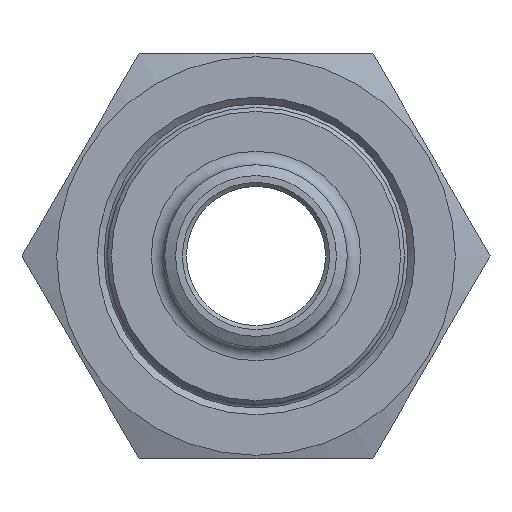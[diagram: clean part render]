
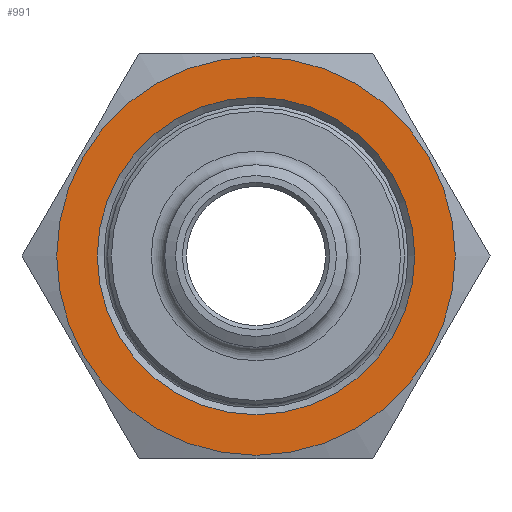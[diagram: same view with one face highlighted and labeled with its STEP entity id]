
A CAD part, left-side view. The second image highlights one B-rep face of the part: STEP entity #991.
In plain terms, the highlighted planar face has unit normal (-1, 0, 0).
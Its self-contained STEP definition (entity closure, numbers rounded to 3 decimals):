
#69=FACE_BOUND('',#193,.T.);
#85=PLANE('',#1138);
#126=FACE_OUTER_BOUND('',#192,.T.);
#192=EDGE_LOOP('',(#718));
#193=EDGE_LOOP('',(#719));
#348=CIRCLE('',#1128,14.75);
#349=CIRCLE('',#1133,11.75);
#442=VERTEX_POINT('',#1700);
#443=VERTEX_POINT('',#1711);
#541=EDGE_CURVE('',#442,#442,#348,.T.);
#546=EDGE_CURVE('',#443,#443,#349,.T.);
#718=ORIENTED_EDGE('',*,*,#541,.T.);
#719=ORIENTED_EDGE('',*,*,#546,.F.);
#991=ADVANCED_FACE('',(#126,#69),#85,.F.);
#1128=AXIS2_PLACEMENT_3D('',#1702,#1302,#1303);
#1133=AXIS2_PLACEMENT_3D('',#1712,#1316,#1317);
#1138=AXIS2_PLACEMENT_3D('',#1722,#1328,#1329);
#1302=DIRECTION('center_axis',(-1.,0.,0.));
#1303=DIRECTION('ref_axis',(0.,1.,0.));
#1316=DIRECTION('center_axis',(-1.,0.,0.));
#1317=DIRECTION('ref_axis',(0.,-1.,0.));
#1328=DIRECTION('center_axis',(1.,0.,0.));
#1329=DIRECTION('ref_axis',(0.,0.,-1.));
#1700=CARTESIAN_POINT('',(-15.,-14.75,0.));
#1702=CARTESIAN_POINT('Origin',(-15.,0.,0.));
#1711=CARTESIAN_POINT('',(-15.,11.75,0.));
#1712=CARTESIAN_POINT('Origin',(-15.,0.,0.));
#1722=CARTESIAN_POINT('Origin',(-15.,0.,0.));
